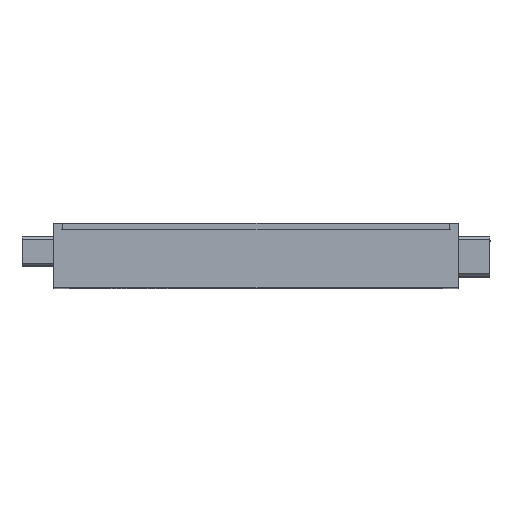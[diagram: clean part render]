
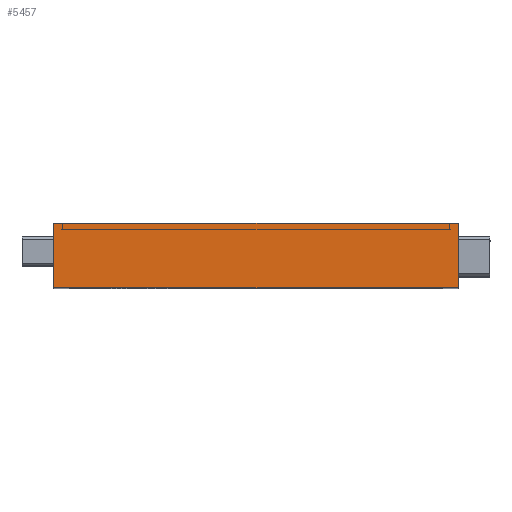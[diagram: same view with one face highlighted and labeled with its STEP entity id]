
A CAD part, top view. The second image highlights one B-rep face of the part: STEP entity #5457.
In plain terms, the highlighted planar face has unit normal (0, 0, 1).
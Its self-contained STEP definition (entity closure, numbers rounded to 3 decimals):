
#310=PLANE('',#5816);
#577=FACE_OUTER_BOUND('',#870,.T.);
#870=EDGE_LOOP('',(#5150,#5151,#5152,#5153));
#1058=LINE('',#7827,#1719);
#1149=LINE('',#8110,#1810);
#1391=LINE('',#8663,#2052);
#1478=LINE('',#8896,#2139);
#1719=VECTOR('',#6152,10.);
#1810=VECTOR('',#6277,10.);
#2052=VECTOR('',#6785,10.);
#2139=VECTOR('',#7050,10.);
#2452=VERTEX_POINT('',#7824);
#2453=VERTEX_POINT('',#7826);
#2528=VERTEX_POINT('',#8107);
#2529=VERTEX_POINT('',#8109);
#3027=EDGE_CURVE('',#2452,#2453,#1058,.T.);
#3129=EDGE_CURVE('',#2529,#2528,#1149,.T.);
#3410=EDGE_CURVE('',#2528,#2453,#1391,.T.);
#3523=EDGE_CURVE('',#2452,#2529,#1478,.T.);
#5150=ORIENTED_EDGE('',*,*,#3523,.T.);
#5151=ORIENTED_EDGE('',*,*,#3129,.T.);
#5152=ORIENTED_EDGE('',*,*,#3410,.T.);
#5153=ORIENTED_EDGE('',*,*,#3027,.F.);
#5457=ADVANCED_FACE('',(#577),#310,.T.);
#5816=AXIS2_PLACEMENT_3D('',#9019,#7168,#7169);
#6152=DIRECTION('',(0.,1.,0.));
#6277=DIRECTION('',(0.,1.,0.));
#6785=DIRECTION('',(-1.,0.,0.));
#7050=DIRECTION('',(1.,0.,0.));
#7168=DIRECTION('center_axis',(0.,0.,
1.));
#7169=DIRECTION('ref_axis',(1.,0.,0.));
#7824=CARTESIAN_POINT('',(0.,0.,0.));
#7826=CARTESIAN_POINT('',(0.,10.1,0.));
#7827=CARTESIAN_POINT('',(0.,0.,0.));
#8107=CARTESIAN_POINT('',(63.5,10.1,0.));
#8109=CARTESIAN_POINT('',(63.5,0.,0.));
#8110=CARTESIAN_POINT('',(63.5,0.,0.));
#8663=CARTESIAN_POINT('',(15.875,10.1,0.));
#8896=CARTESIAN_POINT('',(0.,0.,0.));
#9019=CARTESIAN_POINT('Origin',(0.,0.,0.));
